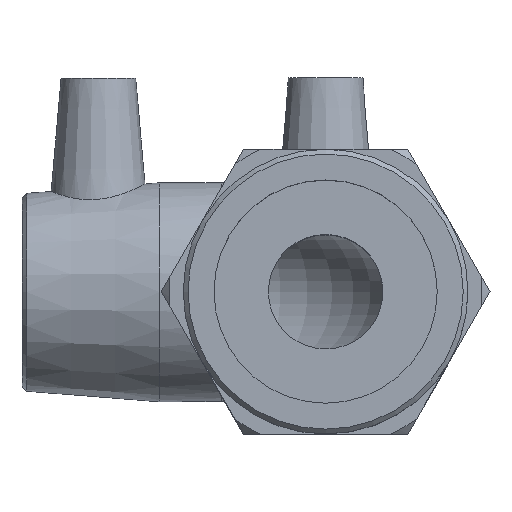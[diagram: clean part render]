
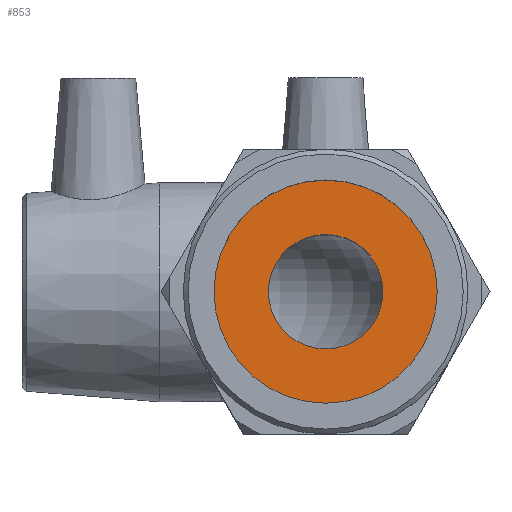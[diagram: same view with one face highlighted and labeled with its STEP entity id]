
A CAD part, top view. The second image highlights one B-rep face of the part: STEP entity #853.
In plain terms, the highlighted planar face has unit normal (0, 0, 1).
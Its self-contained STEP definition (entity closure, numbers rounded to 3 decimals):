
#50=FACE_BOUND('',#268,.T.);
#137=PLANE('',#956);
#186=FACE_OUTER_BOUND('',#267,.T.);
#267=EDGE_LOOP('',(#742));
#268=EDGE_LOOP('',(#743));
#348=CIRCLE('',#955,11.5);
#349=CIRCLE('',#957,22.423);
#453=VERTEX_POINT('',#1563);
#454=VERTEX_POINT('',#1566);
#558=EDGE_CURVE('',#453,#453,#348,.T.);
#559=EDGE_CURVE('',#454,#454,#349,.T.);
#742=ORIENTED_EDGE('',*,*,#559,.F.);
#743=ORIENTED_EDGE('',*,*,#558,.T.);
#853=ADVANCED_FACE('',(#186,#50),#137,.T.);
#955=AXIS2_PLACEMENT_3D('',#1564,#1173,#1174);
#956=AXIS2_PLACEMENT_3D('',#1565,#1175,#1176);
#957=AXIS2_PLACEMENT_3D('',#1567,#1177,#1178);
#1173=DIRECTION('center_axis',(0.,0.,-1.));
#1174=DIRECTION('ref_axis',(1.,0.,0.));
#1175=DIRECTION('center_axis',(0.,0.,1.));
#1176=DIRECTION('ref_axis',(1.,0.,0.));
#1177=DIRECTION('center_axis',(0.,0.,-1.));
#1178=DIRECTION('ref_axis',(1.,0.,0.));
#1563=CARTESIAN_POINT('',(-11.5,0.,66.));
#1564=CARTESIAN_POINT('Origin',(0.,0.,66.));
#1565=CARTESIAN_POINT('Origin',(-22.423,0.,66.));
#1566=CARTESIAN_POINT('',(-22.423,0.,66.));
#1567=CARTESIAN_POINT('Origin',(0.,0.,66.));
